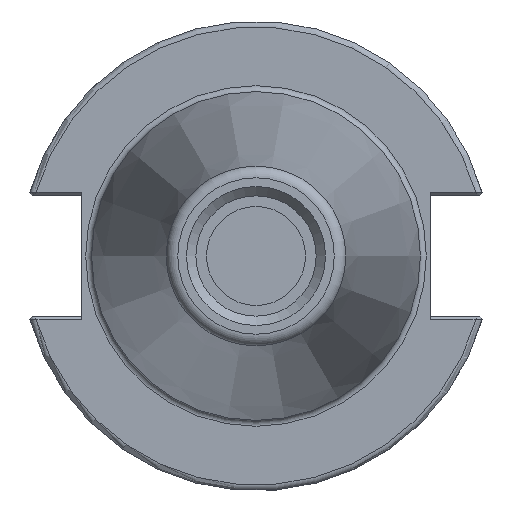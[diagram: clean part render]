
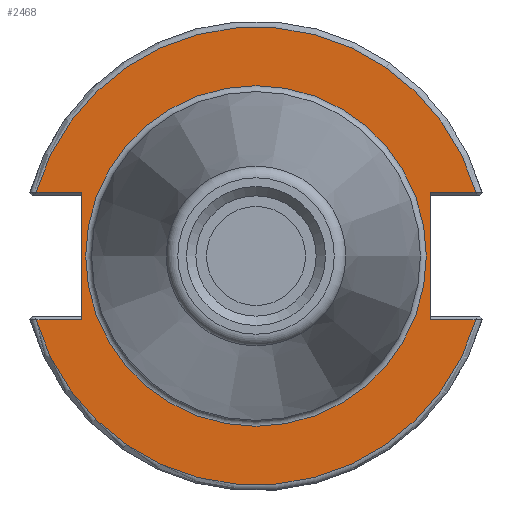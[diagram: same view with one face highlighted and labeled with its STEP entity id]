
A CAD part, left-side view. The second image highlights one B-rep face of the part: STEP entity #2468.
In plain terms, the highlighted planar face has unit normal (-1, 0, 0).
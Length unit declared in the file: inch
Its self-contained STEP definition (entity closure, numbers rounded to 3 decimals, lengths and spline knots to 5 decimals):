
#250=LINE('',#4258,#384);
#251=LINE('',#4260,#385);
#252=LINE('',#4262,#386);
#253=LINE('',#4266,#387);
#254=LINE('',#4268,#388);
#255=LINE('',#4270,#389);
#384=VECTOR('',#3027,0.24091);
#385=VECTOR('',#3028,0.67625);
#386=VECTOR('',#3029,0.24091);
#387=VECTOR('',#3032,0.24091);
#388=VECTOR('',#3033,0.67625);
#389=VECTOR('',#3034,0.24091);
#518=PLANE('',#2660);
#563=FACE_BOUND('',#807,.T.);
#644=FACE_OUTER_BOUND('',#806,.T.);
#806=EDGE_LOOP('',(#1891,#1892,#1893,#1894,#1895,#1896,#1897,#1898));
#807=EDGE_LOOP('',(#1899));
#947=CIRCLE('',#2658,0.90625);
#949=CIRCLE('',#2661,1.21875);
#950=CIRCLE('',#2662,1.21875);
#1089=VERTEX_POINT('',#4251);
#1091=VERTEX_POINT('',#4256);
#1092=VERTEX_POINT('',#4257);
#1093=VERTEX_POINT('',#4259);
#1094=VERTEX_POINT('',#4261);
#1095=VERTEX_POINT('',#4263);
#1096=VERTEX_POINT('',#4265);
#1097=VERTEX_POINT('',#4267);
#1098=VERTEX_POINT('',#4269);
#1375=EDGE_CURVE('',#1089,#1089,#947,.T.);
#1377=EDGE_CURVE('',#1091,#1092,#250,.T.);
#1378=EDGE_CURVE('',#1093,#1091,#251,.T.);
#1379=EDGE_CURVE('',#1094,#1093,#252,.T.);
#1380=EDGE_CURVE('',#1095,#1094,#949,.T.);
#1381=EDGE_CURVE('',#1096,#1095,#253,.T.);
#1382=EDGE_CURVE('',#1097,#1096,#254,.T.);
#1383=EDGE_CURVE('',#1098,#1097,#255,.T.);
#1384=EDGE_CURVE('',#1092,#1098,#950,.T.);
#1891=ORIENTED_EDGE('',*,*,#1377,.F.);
#1892=ORIENTED_EDGE('',*,*,#1378,.F.);
#1893=ORIENTED_EDGE('',*,*,#1379,.F.);
#1894=ORIENTED_EDGE('',*,*,#1380,.F.);
#1895=ORIENTED_EDGE('',*,*,#1381,.F.);
#1896=ORIENTED_EDGE('',*,*,#1382,.F.);
#1897=ORIENTED_EDGE('',*,*,#1383,.F.);
#1898=ORIENTED_EDGE('',*,*,#1384,.F.);
#1899=ORIENTED_EDGE('',*,*,#1375,.F.);
#2468=ADVANCED_FACE('',(#644,#563),#518,.T.);
#2658=AXIS2_PLACEMENT_3D('',#4252,#3021,#3022);
#2660=AXIS2_PLACEMENT_3D('',#4255,#3025,#3026);
#2661=AXIS2_PLACEMENT_3D('',#4264,#3030,#3031);
#2662=AXIS2_PLACEMENT_3D('',#4271,#3035,#3036);
#3021=DIRECTION('center_axis',(-1.,0.,0.));
#3022=DIRECTION('ref_axis',(0.,1.,0.));
#3025=DIRECTION('center_axis',(-1.,0.,0.));
#3026=DIRECTION('ref_axis',(0.,0.,1.));
#3027=DIRECTION('',(0.,-1.,0.));
#3028=DIRECTION('',(0.,0.,-1.));
#3029=DIRECTION('',(0.,1.,0.));
#3030=DIRECTION('center_axis',(1.,0.,0.));
#3031=DIRECTION('ref_axis',(0.,0.,1.));
#3032=DIRECTION('',(0.,1.,0.));
#3033=DIRECTION('',(0.,0.,1.));
#3034=DIRECTION('',(0.,-1.,0.));
#3035=DIRECTION('center_axis',(1.,0.,0.));
#3036=DIRECTION('ref_axis',(0.,0.,-1.));
#4251=CARTESIAN_POINT('',(2.815,-0.90625,0.));
#4252=CARTESIAN_POINT('Origin',(2.815,0.,0.));
#4255=CARTESIAN_POINT('Origin',(2.815,-0.875,0.));
#4256=CARTESIAN_POINT('',(2.815,-0.93,-0.33813));
#4257=CARTESIAN_POINT('',(2.815,-1.17091,-0.33813));
#4258=CARTESIAN_POINT('',(2.815,-0.9025,-0.33813));
#4259=CARTESIAN_POINT('',(2.815,-0.93,0.33813));
#4260=CARTESIAN_POINT('',(2.815,-0.93,0.16125));
#4261=CARTESIAN_POINT('',(2.815,-1.17091,0.33813));
#4262=CARTESIAN_POINT('',(2.815,-1.1525,0.33813));
#4263=CARTESIAN_POINT('',(2.815,1.17091,0.33813));
#4264=CARTESIAN_POINT('Origin',(2.815,0.,0.));
#4265=CARTESIAN_POINT('',(2.815,0.93,0.33813));
#4266=CARTESIAN_POINT('',(2.815,0.0275,0.33813));
#4267=CARTESIAN_POINT('',(2.815,0.93,-0.33813));
#4268=CARTESIAN_POINT('',(2.815,0.93,-0.16125));
#4269=CARTESIAN_POINT('',(2.815,1.17091,-0.33813));
#4270=CARTESIAN_POINT('',(2.815,0.2775,-0.33813));
#4271=CARTESIAN_POINT('Origin',(2.815,0.,0.));
